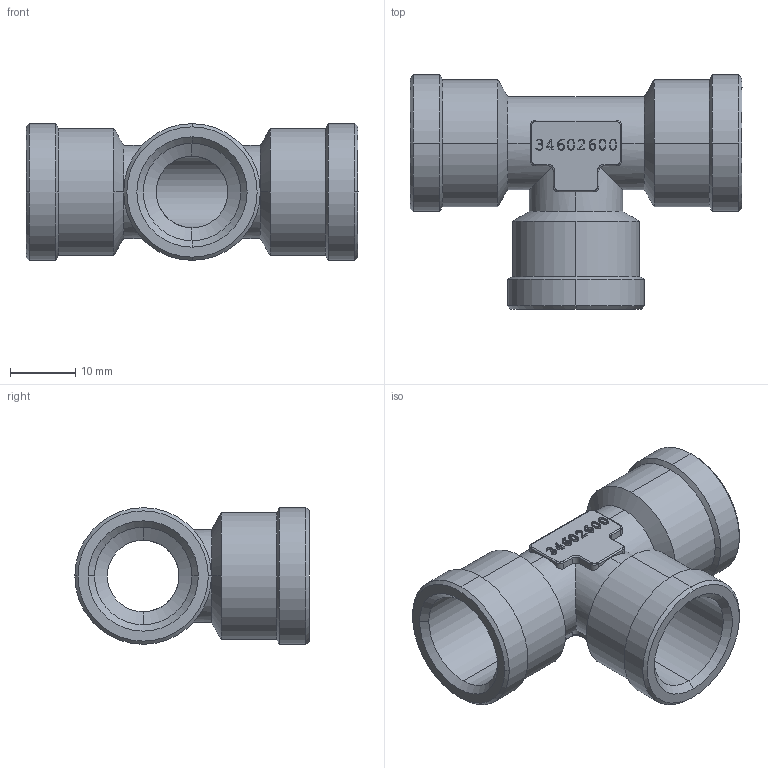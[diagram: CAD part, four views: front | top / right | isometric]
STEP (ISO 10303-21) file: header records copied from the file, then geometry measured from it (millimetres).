
FILE_DESCRIPTION(('STEP AP214'),'1');
FILE_NAME('0915_00_17.stp','2016-07-07T14:19:34',('TraceParts'),('TraceParts S.A.'),'Spatial InterOp 3D',' ',' ');
FILE_SCHEMA(('automotive_design'));
Length unit declared in the file: millimetre
Products named in the file (1): Import_e1
Bounding box: 51 x 36 x 21 mm (x, y, z)
Volume: 8202.8 mm3; surface area: 7576.1 mm2
Topology: 1 solids, 1 shells, 387 faces, 1064 edges, 692 vertices
Faces by surface type: bspline 226, plane 70, cylinder 61, cone 30
Entity records: 17180 total; most frequent: CARTESIAN_POINT 5709, ORIENTED_EDGE 2128, DIRECTION 1082, EDGE_CURVE 1064, VERTEX_POINT 692, LINE 450, VECTOR 450, B_SPLINE_CURVE_WITH_KNOTS 444
